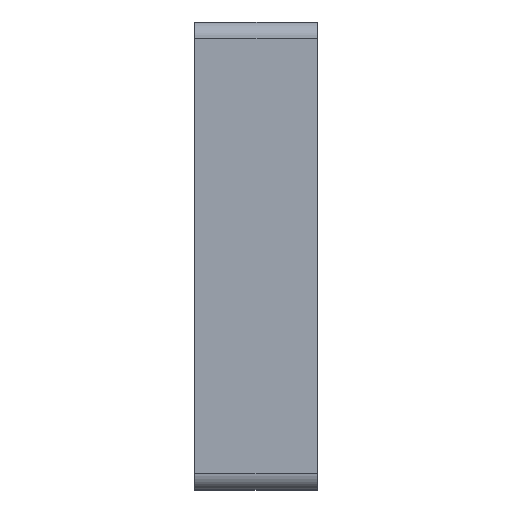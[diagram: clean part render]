
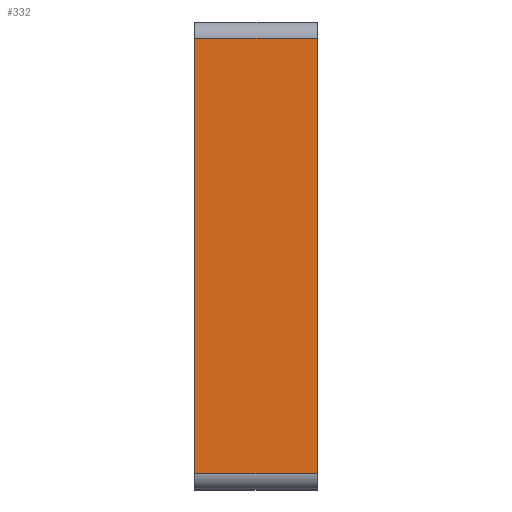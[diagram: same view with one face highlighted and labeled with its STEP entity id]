
A CAD part, top view. The second image highlights one B-rep face of the part: STEP entity #332.
In plain terms, the highlighted planar face has unit normal (0, 0, 1).
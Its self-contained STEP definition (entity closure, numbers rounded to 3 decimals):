
#8 = ORIENTED_EDGE ( 'NONE', *, *, #784, .T. ) ;
#17 = VECTOR ( 'NONE', #974, 1000. ) ;
#50 = CARTESIAN_POINT ( 'NONE',  ( -8.75, 2.337, 7.337 ) ) ;
#77 = LINE ( 'NONE', #1125, #1367 ) ;
#95 = CARTESIAN_POINT ( 'NONE',  ( 0., 0., 7.337 ) ) ;
#140 = CARTESIAN_POINT ( 'NONE',  ( -8.75, 0., 7.337 ) ) ;
#212 = DIRECTION ( 'NONE',  ( 0., -1., 0. ) ) ;
#251 = VECTOR ( 'NONE', #295, 1000. ) ;
#274 = DIRECTION ( 'NONE',  ( 0., 0., -1. ) ) ;
#294 = EDGE_CURVE ( 'NONE', #1241, #525, #77, .T. ) ;
#295 = DIRECTION ( 'NONE',  ( -1., 0., 0. ) ) ;
#332 = ADVANCED_FACE ( 'NONE', ( #720 ), #1038, .F. ) ;
#368 = EDGE_CURVE ( 'NONE', #1147, #525, #1155, .T. ) ;
#373 = DIRECTION ( 'NONE',  ( -1., 0., 0. ) ) ;
#382 = CARTESIAN_POINT ( 'NONE',  ( 8.75, 64.663, 7.337 ) ) ;
#511 = LINE ( 'NONE', #721, #251 ) ;
#525 = VERTEX_POINT ( 'NONE', #50 ) ;
#553 = VERTEX_POINT ( 'NONE', #382 ) ;
#654 = LINE ( 'NONE', #870, #17 ) ;
#720 = FACE_OUTER_BOUND ( 'NONE', #900, .T. ) ;
#721 = CARTESIAN_POINT ( 'NONE',  ( 8.75, 64.663, 7.337 ) ) ;
#784 = EDGE_CURVE ( 'NONE', #1241, #553, #654, .T. ) ;
#856 = CARTESIAN_POINT ( 'NONE',  ( -8.75, 64.663, 7.337 ) ) ;
#870 = CARTESIAN_POINT ( 'NONE',  ( 8.75, 0., 7.337 ) ) ;
#900 = EDGE_LOOP ( 'NONE', ( #1021, #910, #1101, #8 ) ) ;
#910 = ORIENTED_EDGE ( 'NONE', *, *, #368, .T. ) ;
#974 = DIRECTION ( 'NONE',  ( 0., 1., 0. ) ) ;
#1021 = ORIENTED_EDGE ( 'NONE', *, *, #1027, .T. ) ;
#1027 = EDGE_CURVE ( 'NONE', #553, #1147, #511, .T. ) ;
#1038 = PLANE ( 'NONE',  #1299 ) ;
#1077 = CARTESIAN_POINT ( 'NONE',  ( 8.75, 2.337, 7.337 ) ) ;
#1101 = ORIENTED_EDGE ( 'NONE', *, *, #294, .F. ) ;
#1122 = VECTOR ( 'NONE', #212, 1000. ) ;
#1125 = CARTESIAN_POINT ( 'NONE',  ( -8.75, 2.337, 7.337 ) ) ;
#1147 = VERTEX_POINT ( 'NONE', #856 ) ;
#1155 = LINE ( 'NONE', #140, #1122 ) ;
#1241 = VERTEX_POINT ( 'NONE', #1077 ) ;
#1296 = DIRECTION ( 'NONE',  ( -1., 0., 0. ) ) ;
#1299 = AXIS2_PLACEMENT_3D ( 'NONE', #95, #274, #1296 ) ;
#1367 = VECTOR ( 'NONE', #373, 1000. ) ;
